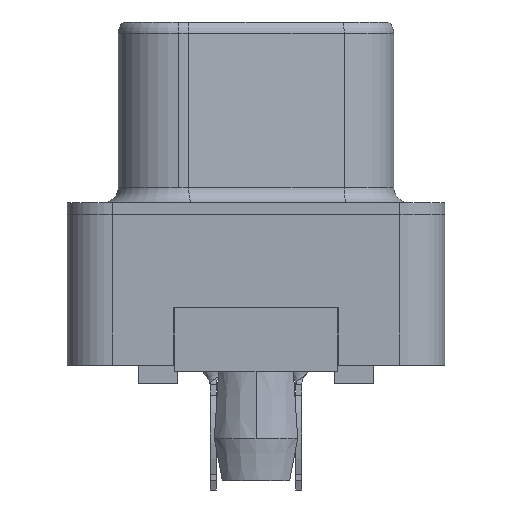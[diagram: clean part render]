
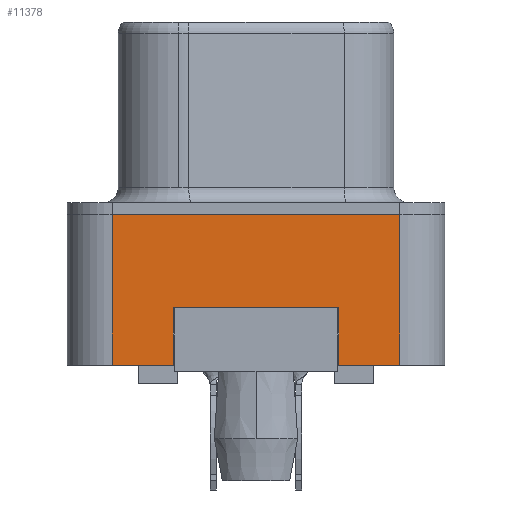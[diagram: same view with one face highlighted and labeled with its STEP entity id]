
A CAD part, left-side view. The second image highlights one B-rep face of the part: STEP entity #11378.
In plain terms, the highlighted planar face has unit normal (-1, 0, 0).
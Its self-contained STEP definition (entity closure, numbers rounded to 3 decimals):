
#115 = EDGE_CURVE ( 'NONE', #16092, #8253, #7083, .T. ) ;
#183 = CARTESIAN_POINT ( 'NONE',  ( -2.91, -4.775, -5. ) ) ;
#252 = ORIENTED_EDGE ( 'NONE', *, *, #11325, .T. ) ;
#281 = DIRECTION ( 'NONE',  ( 0., 0., 1. ) ) ;
#995 = VERTEX_POINT ( 'NONE', #3047 ) ;
#1151 = LINE ( 'NONE', #11552, #16410 ) ;
#1285 = LINE ( 'NONE', #15282, #14864 ) ;
#1303 = CARTESIAN_POINT ( 'NONE',  ( -2.91, 2.75, -3.1 ) ) ;
#1438 = CARTESIAN_POINT ( 'NONE',  ( -2.91, -4.775, -5. ) ) ;
#1980 = DIRECTION ( 'NONE',  ( 0., 0., -1. ) ) ;
#2027 = CARTESIAN_POINT ( 'NONE',  ( -2.91, 4.775, -5. ) ) ;
#2352 = ORIENTED_EDGE ( 'NONE', *, *, #4544, .F. ) ;
#3001 = LINE ( 'NONE', #4799, #13988 ) ;
#3047 = CARTESIAN_POINT ( 'NONE',  ( -2.91, 4.775, -5. ) ) ;
#3051 = LINE ( 'NONE', #4223, #7918 ) ;
#3423 = DIRECTION ( 'NONE',  ( 0., -1., 0. ) ) ;
#3725 = DIRECTION ( 'NONE',  ( 0., 1., 0. ) ) ;
#4223 = CARTESIAN_POINT ( 'NONE',  ( -2.91, -2.75, -3.1 ) ) ;
#4243 = CARTESIAN_POINT ( 'NONE',  ( -2.91, -2.75, -5. ) ) ;
#4270 = VERTEX_POINT ( 'NONE', #1303 ) ;
#4361 = CARTESIAN_POINT ( 'NONE',  ( -2.91, 4.775, 0. ) ) ;
#4544 = EDGE_CURVE ( 'NONE', #4270, #11197, #8307, .T. ) ;
#4799 = CARTESIAN_POINT ( 'NONE',  ( -2.91, -4.775, -5. ) ) ;
#5090 = VERTEX_POINT ( 'NONE', #4243 ) ;
#5246 = DIRECTION ( 'NONE',  ( 0., 0., 1. ) ) ;
#5613 = CARTESIAN_POINT ( 'NONE',  ( -2.91, -4.775, 0. ) ) ;
#5904 = EDGE_LOOP ( 'NONE', ( #6525, #252, #9305, #10405, #11053, #16114, #2352, #9614 ) ) ;
#5925 = LINE ( 'NONE', #2027, #10879 ) ;
#6078 = AXIS2_PLACEMENT_3D ( 'NONE', #1438, #14109, #281 ) ;
#6361 = EDGE_CURVE ( 'NONE', #10812, #5090, #3051, .T. ) ;
#6437 = DIRECTION ( 'NONE',  ( 0., -1., 0. ) ) ;
#6525 = ORIENTED_EDGE ( 'NONE', *, *, #6361, .T. ) ;
#6839 = PLANE ( 'NONE',  #6078 ) ;
#6977 = CARTESIAN_POINT ( 'NONE',  ( -2.91, 2.75, -3.1 ) ) ;
#7083 = LINE ( 'NONE', #10930, #14139 ) ;
#7838 = CARTESIAN_POINT ( 'NONE',  ( -2.91, -4.775, -5. ) ) ;
#7918 = VECTOR ( 'NONE', #8299, 1000. ) ;
#8253 = VERTEX_POINT ( 'NONE', #5613 ) ;
#8299 = DIRECTION ( 'NONE',  ( 0., 0., -1. ) ) ;
#8307 = LINE ( 'NONE', #6977, #9088 ) ;
#8885 = EDGE_CURVE ( 'NONE', #995, #11197, #3001, .T. ) ;
#9088 = VECTOR ( 'NONE', #1980, 1000. ) ;
#9102 = EDGE_CURVE ( 'NONE', #10812, #4270, #1151, .T. ) ;
#9305 = ORIENTED_EDGE ( 'NONE', *, *, #15503, .T. ) ;
#9614 = ORIENTED_EDGE ( 'NONE', *, *, #9102, .F. ) ;
#10405 = ORIENTED_EDGE ( 'NONE', *, *, #115, .F. ) ;
#10812 = VERTEX_POINT ( 'NONE', #13810 ) ;
#10879 = VECTOR ( 'NONE', #12019, 1000. ) ;
#10930 = CARTESIAN_POINT ( 'NONE',  ( -2.91, -4.775, 0. ) ) ;
#11053 = ORIENTED_EDGE ( 'NONE', *, *, #11133, .F. ) ;
#11133 = EDGE_CURVE ( 'NONE', #995, #16092, #5925, .T. ) ;
#11197 = VERTEX_POINT ( 'NONE', #12339 ) ;
#11325 = EDGE_CURVE ( 'NONE', #5090, #11390, #1285, .T. ) ;
#11378 = ADVANCED_FACE ( 'NONE', ( #12844 ), #6839, .T. ) ;
#11390 = VERTEX_POINT ( 'NONE', #7838 ) ;
#11552 = CARTESIAN_POINT ( 'NONE',  ( -2.91, 2.75, -3.1 ) ) ;
#12019 = DIRECTION ( 'NONE',  ( 0., 0., 1. ) ) ;
#12339 = CARTESIAN_POINT ( 'NONE',  ( -2.91, 2.75, -5. ) ) ;
#12829 = LINE ( 'NONE', #183, #15868 ) ;
#12844 = FACE_OUTER_BOUND ( 'NONE', #5904, .T. ) ;
#13810 = CARTESIAN_POINT ( 'NONE',  ( -2.91, -2.75, -3.1 ) ) ;
#13988 = VECTOR ( 'NONE', #14497, 1000. ) ;
#14109 = DIRECTION ( 'NONE',  ( -1., 0., 0. ) ) ;
#14139 = VECTOR ( 'NONE', #3423, 1000. ) ;
#14497 = DIRECTION ( 'NONE',  ( 0., -1., 0. ) ) ;
#14864 = VECTOR ( 'NONE', #6437, 1000. ) ;
#15282 = CARTESIAN_POINT ( 'NONE',  ( -2.91, -4.775, -5. ) ) ;
#15503 = EDGE_CURVE ( 'NONE', #11390, #8253, #12829, .T. ) ;
#15868 = VECTOR ( 'NONE', #5246, 1000. ) ;
#16092 = VERTEX_POINT ( 'NONE', #4361 ) ;
#16114 = ORIENTED_EDGE ( 'NONE', *, *, #8885, .T. ) ;
#16410 = VECTOR ( 'NONE', #3725, 1000. ) ;
